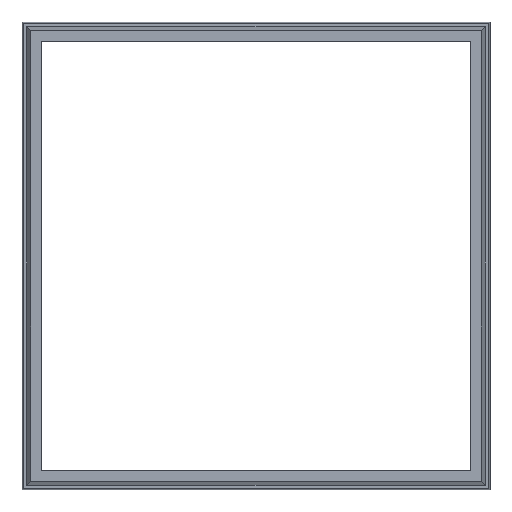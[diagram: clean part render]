
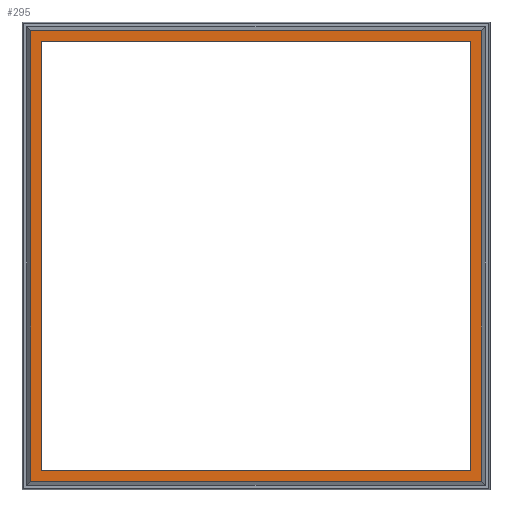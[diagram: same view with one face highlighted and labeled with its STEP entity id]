
A CAD part, top view. The second image highlights one B-rep face of the part: STEP entity #295.
In plain terms, the highlighted planar face has unit normal (0, 0, 1).
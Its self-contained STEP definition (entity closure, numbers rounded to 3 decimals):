
#1 = EDGE_CURVE ( 'NONE', #188, #463, #68, .T. ) ;
#3 = VERTEX_POINT ( 'NONE', #329 ) ;
#16 = VERTEX_POINT ( 'NONE', #127 ) ;
#27 = DIRECTION ( 'NONE',  ( 0., 1., 0. ) ) ;
#31 = CARTESIAN_POINT ( 'NONE',  ( -0.624, 192.216, -2. ) ) ;
#56 = ORIENTED_EDGE ( 'NONE', *, *, #342, .F. ) ;
#68 = LINE ( 'NONE', #254, #452 ) ;
#71 = CARTESIAN_POINT ( 'NONE',  ( 3.316, 3.316, -2. ) ) ;
#77 = VECTOR ( 'NONE', #124, 1000. ) ;
#78 = CARTESIAN_POINT ( 'NONE',  ( 196.684, 196.684, -2. ) ) ;
#81 = FACE_BOUND ( 'NONE', #165, .T. ) ;
#85 = DIRECTION ( 'NONE',  ( 0., -1., 0. ) ) ;
#97 = EDGE_CURVE ( 'NONE', #16, #188, #372, .T. ) ;
#101 = EDGE_LOOP ( 'NONE', ( #56, #434, #202, #193 ) ) ;
#104 = ORIENTED_EDGE ( 'NONE', *, *, #97, .T. ) ;
#106 = VECTOR ( 'NONE', #345, 1000. ) ;
#116 = LINE ( 'NONE', #229, #106 ) ;
#118 = ORIENTED_EDGE ( 'NONE', *, *, #384, .T. ) ;
#124 = DIRECTION ( 'NONE',  ( 0., 1., 0. ) ) ;
#127 = CARTESIAN_POINT ( 'NONE',  ( 192.216, 192.216, -2. ) ) ;
#129 = EDGE_CURVE ( 'NONE', #200, #206, #444, .T. ) ;
#132 = CARTESIAN_POINT ( 'NONE',  ( 7.784, 7.784, -2. ) ) ;
#146 = ORIENTED_EDGE ( 'NONE', *, *, #362, .T. ) ;
#156 = VERTEX_POINT ( 'NONE', #71 ) ;
#157 = CARTESIAN_POINT ( 'NONE',  ( 7.784, -0.624, -2. ) ) ;
#163 = AXIS2_PLACEMENT_3D ( 'NONE', #157, #311, #201 ) ;
#165 = EDGE_LOOP ( 'NONE', ( #104, #426, #118, #146 ) ) ;
#183 = CARTESIAN_POINT ( 'NONE',  ( 192.216, 200.624, -2. ) ) ;
#187 = DIRECTION ( 'NONE',  ( 0., -1., 0. ) ) ;
#188 = VERTEX_POINT ( 'NONE', #309 ) ;
#191 = VERTEX_POINT ( 'NONE', #355 ) ;
#193 = ORIENTED_EDGE ( 'NONE', *, *, #129, .F. ) ;
#197 = PLANE ( 'NONE',  #163 ) ;
#199 = CARTESIAN_POINT ( 'NONE',  ( 3.316, 196.684, -2. ) ) ;
#200 = VERTEX_POINT ( 'NONE', #199 ) ;
#201 = DIRECTION ( 'NONE',  ( -1., 0., 0. ) ) ;
#202 = ORIENTED_EDGE ( 'NONE', *, *, #335, .F. ) ;
#204 = VECTOR ( 'NONE', #85, 1000. ) ;
#206 = VERTEX_POINT ( 'NONE', #78 ) ;
#216 = EDGE_CURVE ( 'NONE', #191, #156, #116, .T. ) ;
#218 = CARTESIAN_POINT ( 'NONE',  ( -0.624, 196.684, -2. ) ) ;
#224 = VECTOR ( 'NONE', #360, 1000. ) ;
#229 = CARTESIAN_POINT ( 'NONE',  ( 200.624, 3.316, -2. ) ) ;
#248 = VECTOR ( 'NONE', #338, 1000. ) ;
#254 = CARTESIAN_POINT ( 'NONE',  ( 200.624, 7.784, -2. ) ) ;
#271 = LINE ( 'NONE', #420, #204 ) ;
#281 = DIRECTION ( 'NONE',  ( -1., 0., 0. ) ) ;
#295 = ADVANCED_FACE ( 'NONE', ( #81, #386 ), #197, .F. ) ;
#309 = CARTESIAN_POINT ( 'NONE',  ( 192.216, 7.784, -2. ) ) ;
#311 = DIRECTION ( 'NONE',  ( 0., 0., -1. ) ) ;
#314 = LINE ( 'NONE', #464, #77 ) ;
#329 = CARTESIAN_POINT ( 'NONE',  ( 7.784, 192.216, -2. ) ) ;
#330 = LINE ( 'NONE', #476, #385 ) ;
#335 = EDGE_CURVE ( 'NONE', #206, #191, #271, .T. ) ;
#338 = DIRECTION ( 'NONE',  ( 1., 0., 0. ) ) ;
#342 = EDGE_CURVE ( 'NONE', #156, #200, #314, .T. ) ;
#345 = DIRECTION ( 'NONE',  ( -1., 0., 0. ) ) ;
#355 = CARTESIAN_POINT ( 'NONE',  ( 196.684, 3.316, -2. ) ) ;
#360 = DIRECTION ( 'NONE',  ( 1., 0., 0. ) ) ;
#362 = EDGE_CURVE ( 'NONE', #3, #16, #468, .T. ) ;
#372 = LINE ( 'NONE', #183, #469 ) ;
#384 = EDGE_CURVE ( 'NONE', #463, #3, #330, .T. ) ;
#385 = VECTOR ( 'NONE', #27, 1000. ) ;
#386 = FACE_OUTER_BOUND ( 'NONE', #101, .T. ) ;
#420 = CARTESIAN_POINT ( 'NONE',  ( 196.684, 200.624, -2. ) ) ;
#426 = ORIENTED_EDGE ( 'NONE', *, *, #1, .T. ) ;
#434 = ORIENTED_EDGE ( 'NONE', *, *, #216, .F. ) ;
#444 = LINE ( 'NONE', #218, #248 ) ;
#452 = VECTOR ( 'NONE', #281, 1000. ) ;
#463 = VERTEX_POINT ( 'NONE', #132 ) ;
#464 = CARTESIAN_POINT ( 'NONE',  ( 3.316, -0.624, -2. ) ) ;
#468 = LINE ( 'NONE', #31, #224 ) ;
#469 = VECTOR ( 'NONE', #187, 1000. ) ;
#476 = CARTESIAN_POINT ( 'NONE',  ( 7.784, -0.624, -2. ) ) ;
